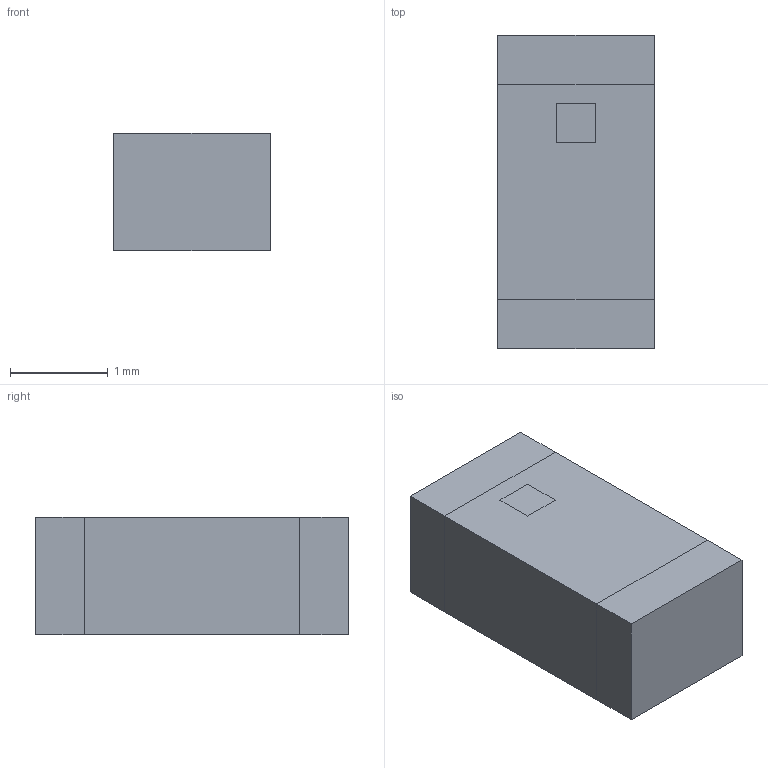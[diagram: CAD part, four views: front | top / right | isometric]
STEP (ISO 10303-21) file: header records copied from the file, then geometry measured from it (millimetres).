
FILE_DESCRIPTION(('FreeCAD Model'),'2;1');
FILE_NAME('Open CASCADE Shape Model','2023-06-26T14:11:50',(''),(''), 'Open CASCADE STEP processor 7.6','FreeCAD','Unknown');
FILE_SCHEMA(('AUTOMOTIVE_DESIGN { 1 0 10303 214 1 1 1 1 }'));
Length unit declared in the file: millimetre
Products named in the file (1): Fusion
Bounding box: 1.6 x 3.2 x 1.2 mm (x, y, z)
Volume: 6.1 mm3; surface area: 21.8 mm2
Topology: 1 solids, 1 shells, 15 faces, 32 edges, 20 vertices
Faces by surface type: plane 15
Entity records: 452 total; most frequent: CARTESIAN_POINT 68, DIRECTION 64, ORIENTED_EDGE 64, EDGE_CURVE 32, LINE 32, VECTOR 32, VERTEX_POINT 20, AXIS2_PLACEMENT_3D 16
